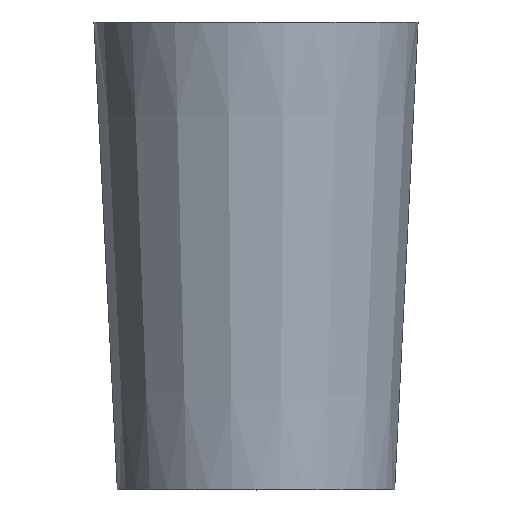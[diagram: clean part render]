
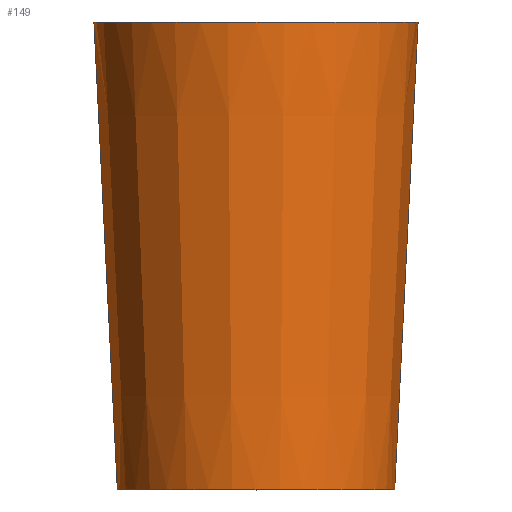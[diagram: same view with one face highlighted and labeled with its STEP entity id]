
A CAD part, top view. The second image highlights one B-rep face of the part: STEP entity #149.
In plain terms, the highlighted conical face has half-angle 2.862 degrees and reference radius 10.55 mm.
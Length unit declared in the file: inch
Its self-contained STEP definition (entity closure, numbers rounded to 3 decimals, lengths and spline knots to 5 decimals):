
#3 = DIRECTION ( 'NONE',  ( -1., 0., 0. ) ) ;
#4 = CARTESIAN_POINT ( 'NONE',  ( -0.41535, 0., 0. ) ) ;
#7 = ORIENTED_EDGE ( 'NONE', *, *, #275, .F. ) ;
#26 = EDGE_CURVE ( 'NONE', #85, #112, #90, .T. ) ;
#29 = DIRECTION ( 'NONE',  ( 0., 1., 0. ) ) ;
#33 = ORIENTED_EDGE ( 'NONE', *, *, #211, .T. ) ;
#38 = VERTEX_POINT ( 'NONE', #113 ) ;
#53 = DIRECTION ( 'NONE',  ( 0., 1., 0. ) ) ;
#75 = LINE ( 'NONE', #320, #148 ) ;
#78 = ORIENTED_EDGE ( 'NONE', *, *, #231, .F. ) ;
#83 = CARTESIAN_POINT ( 'NONE',  ( 0.41535, 0., 0. ) ) ;
#85 = VERTEX_POINT ( 'NONE', #359 ) ;
#86 = VECTOR ( 'NONE', #387, 39.37008 ) ;
#90 = CIRCLE ( 'NONE', #392, 0.41535 ) ;
#92 = DIRECTION ( 'NONE',  ( -1., 0., 0. ) ) ;
#102 = FACE_OUTER_BOUND ( 'NONE', #375, .T. ) ;
#112 = VERTEX_POINT ( 'NONE', #83 ) ;
#113 = CARTESIAN_POINT ( 'NONE',  ( -0.48535, 1.4, 0. ) ) ;
#120 = AXIS2_PLACEMENT_3D ( 'NONE', #182, #29, #183 ) ;
#148 = VECTOR ( 'NONE', #399, 39.37008 ) ;
#149 = ADVANCED_FACE ( 'NONE', ( #102 ), #210, .T. ) ;
#178 = CIRCLE ( 'NONE', #120, 0.48535 ) ;
#182 = CARTESIAN_POINT ( 'NONE',  ( 0., 1.4, 0. ) ) ;
#183 = DIRECTION ( 'NONE',  ( -1., 0., 0. ) ) ;
#187 = DIRECTION ( 'NONE',  ( 0., 1., 0. ) ) ;
#188 = LINE ( 'NONE', #4, #86 ) ;
#210 = CONICAL_SURFACE ( 'NONE', #388, 0.41535, 0.05 ) ;
#211 = EDGE_CURVE ( 'NONE', #112, #289, #75, .T. ) ;
#228 = CARTESIAN_POINT ( 'NONE',  ( 0., 0., 0. ) ) ;
#231 = EDGE_CURVE ( 'NONE', #85, #38, #188, .T. ) ;
#275 = EDGE_CURVE ( 'NONE', #38, #289, #178, .T. ) ;
#284 = CARTESIAN_POINT ( 'NONE',  ( 0., 0., 0. ) ) ;
#289 = VERTEX_POINT ( 'NONE', #308 ) ;
#308 = CARTESIAN_POINT ( 'NONE',  ( 0.48535, 1.4, 0. ) ) ;
#320 = CARTESIAN_POINT ( 'NONE',  ( 0.41535, 0., 0. ) ) ;
#359 = CARTESIAN_POINT ( 'NONE',  ( -0.41535, 0., 0. ) ) ;
#372 = ORIENTED_EDGE ( 'NONE', *, *, #26, .T. ) ;
#375 = EDGE_LOOP ( 'NONE', ( #372, #33, #7, #78 ) ) ;
#387 = DIRECTION ( 'NONE',  ( -0.05, 0.999, 0. ) ) ;
#388 = AXIS2_PLACEMENT_3D ( 'NONE', #284, #187, #3 ) ;
#392 = AXIS2_PLACEMENT_3D ( 'NONE', #228, #53, #92 ) ;
#399 = DIRECTION ( 'NONE',  ( 0.05, 0.999, 0. ) ) ;
